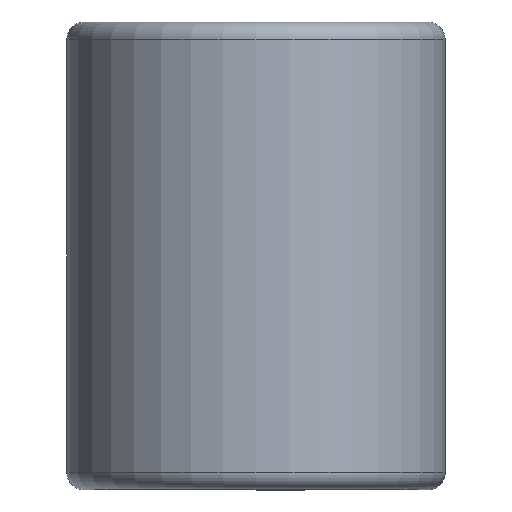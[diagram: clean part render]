
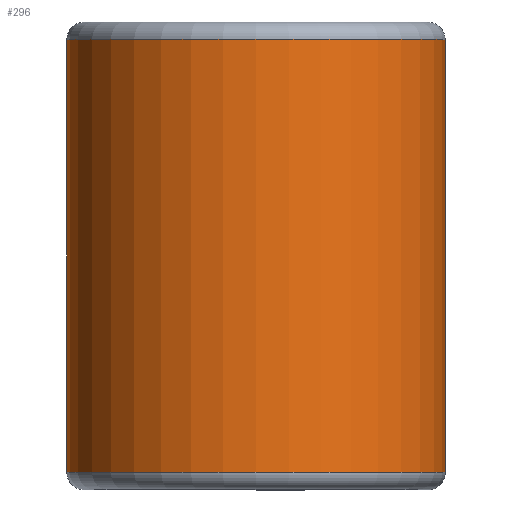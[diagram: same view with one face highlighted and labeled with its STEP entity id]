
A CAD part, top view. The second image highlights one B-rep face of the part: STEP entity #296.
In plain terms, the highlighted cylindrical face has radius 8.357 mm (diameter 16.713 mm), a partial arc.
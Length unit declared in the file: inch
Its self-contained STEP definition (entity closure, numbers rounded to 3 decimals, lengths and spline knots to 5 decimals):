
#1 = AXIS2_PLACEMENT_3D ( 'NONE', #232, #842, #2148 ) ;
#46 = EDGE_CURVE ( 'NONE', #71, #1019, #1548, .T. ) ;
#61 = EDGE_CURVE ( 'NONE', #71, #124, #1975, .T. ) ;
#71 = VERTEX_POINT ( 'NONE', #1029 ) ;
#79 = ORIENTED_EDGE ( 'NONE', *, *, #46, .F. ) ;
#88 = EDGE_CURVE ( 'NONE', #124, #1000, #852, .T. ) ;
#124 = VERTEX_POINT ( 'NONE', #2118 ) ;
#171 = LINE ( 'NONE', #2259, #1603 ) ;
#232 = CARTESIAN_POINT ( 'NONE',  ( 0., 0.375, 0. ) ) ;
#236 = ORIENTED_EDGE ( 'NONE', *, *, #88, .T. ) ;
#296 = ADVANCED_FACE ( 'NONE', ( #540 ), #1682, .T. ) ;
#387 = AXIS2_PLACEMENT_3D ( 'NONE', #521, #628, #635 ) ;
#483 = DIRECTION ( 'NONE',  ( 0., 1., 0. ) ) ;
#521 = CARTESIAN_POINT ( 'NONE',  ( 0., -0.37625, 0. ) ) ;
#529 = ORIENTED_EDGE ( 'NONE', *, *, #569, .F. ) ;
#540 = FACE_OUTER_BOUND ( 'NONE', #927, .T. ) ;
#569 = EDGE_CURVE ( 'NONE', #1019, #1000, #171, .T. ) ;
#628 = DIRECTION ( 'NONE',  ( 0., -1., 0. ) ) ;
#635 = DIRECTION ( 'NONE',  ( 0., 0., -1. ) ) ;
#656 = CARTESIAN_POINT ( 'NONE',  ( 0.329, 0.37625, 0. ) ) ;
#707 = ORIENTED_EDGE ( 'NONE', *, *, #61, .T. ) ;
#842 = DIRECTION ( 'NONE',  ( 0., -1., 0. ) ) ;
#852 = CIRCLE ( 'NONE', #1143, 0.329 ) ;
#927 = EDGE_LOOP ( 'NONE', ( #707, #236, #529, #79 ) ) ;
#963 = VECTOR ( 'NONE', #483, 39.37008 ) ;
#1000 = VERTEX_POINT ( 'NONE', #1262 ) ;
#1019 = VERTEX_POINT ( 'NONE', #1657 ) ;
#1029 = CARTESIAN_POINT ( 'NONE',  ( 0.329, -0.37625, 0. ) ) ;
#1143 = AXIS2_PLACEMENT_3D ( 'NONE', #1601, #1608, #1618 ) ;
#1262 = CARTESIAN_POINT ( 'NONE',  ( 0., 0.37625, -0.329 ) ) ;
#1548 = CIRCLE ( 'NONE', #387, 0.329 ) ;
#1601 = CARTESIAN_POINT ( 'NONE',  ( 0., 0.37625, 0. ) ) ;
#1603 = VECTOR ( 'NONE', #1707, 39.37008 ) ;
#1608 = DIRECTION ( 'NONE',  ( 0., -1., 0. ) ) ;
#1618 = DIRECTION ( 'NONE',  ( 0., 0., -1. ) ) ;
#1657 = CARTESIAN_POINT ( 'NONE',  ( 0., -0.37625, -0.329 ) ) ;
#1682 = CYLINDRICAL_SURFACE ( 'NONE', #1, 0.329 ) ;
#1707 = DIRECTION ( 'NONE',  ( 0., 1., 0. ) ) ;
#1975 = LINE ( 'NONE', #656, #963 ) ;
#2118 = CARTESIAN_POINT ( 'NONE',  ( 0.329, 0.37625, 0. ) ) ;
#2148 = DIRECTION ( 'NONE',  ( 0., 0., -1. ) ) ;
#2259 = CARTESIAN_POINT ( 'NONE',  ( 0., 0.37625, -0.329 ) ) ;
